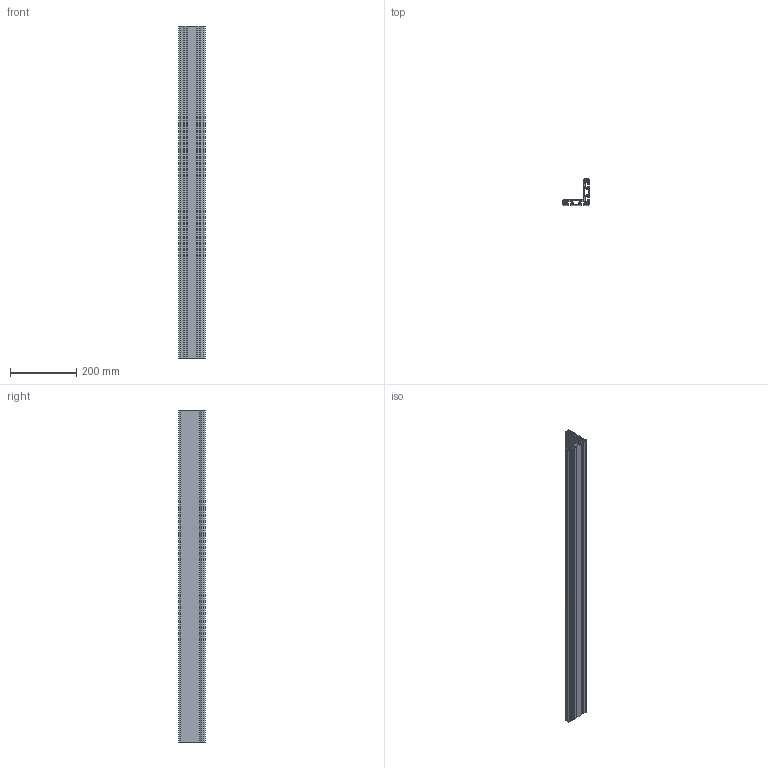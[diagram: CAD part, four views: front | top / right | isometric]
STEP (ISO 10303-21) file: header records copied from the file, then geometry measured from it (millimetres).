
FILE_DESCRIPTION(/* description */ (''),/* implementation_level */ '2;1');
FILE_NAME(/* name */ '10180_KriTec_Profil_8_W80x80_Eco.stp',/* time_stamp */ '2014-08-13T10:43:37+02:00',/* author */ ('kostic'),/* organization */ (''),/* preprocessor_version */ 'ST-DEVELOPER v15.2',/* originating_system */ 'Autodesk Inventor 2014',/* authorisation */ '');
FILE_SCHEMA (('AUTOMOTIVE_DESIGN { 1 0 10303 214 3 1 1 }'));
Length unit declared in the file: millimetre
Products named in the file (1): 10180_KriTec_Profil_8_W80x80_Eco
Bounding box: 80 x 80 x 1000 mm (x, y, z)
Volume: 901681 mm3; surface area: 838015.6 mm2
Topology: 1 solids, 1 shells, 220 faces, 654 edges, 436 vertices
Faces by surface type: cylinder 133, plane 87
Full cylindrical faces by diameter (mm): 4.2 x2
Entity records: 7531 total; most frequent: DIRECTION 1360, CARTESIAN_POINT 1309, ORIENTED_EDGE 1304, EDGE_CURVE 652, AXIS2_PLACEMENT_3D 487, VERTEX_POINT 436, LINE 386, VECTOR 386
